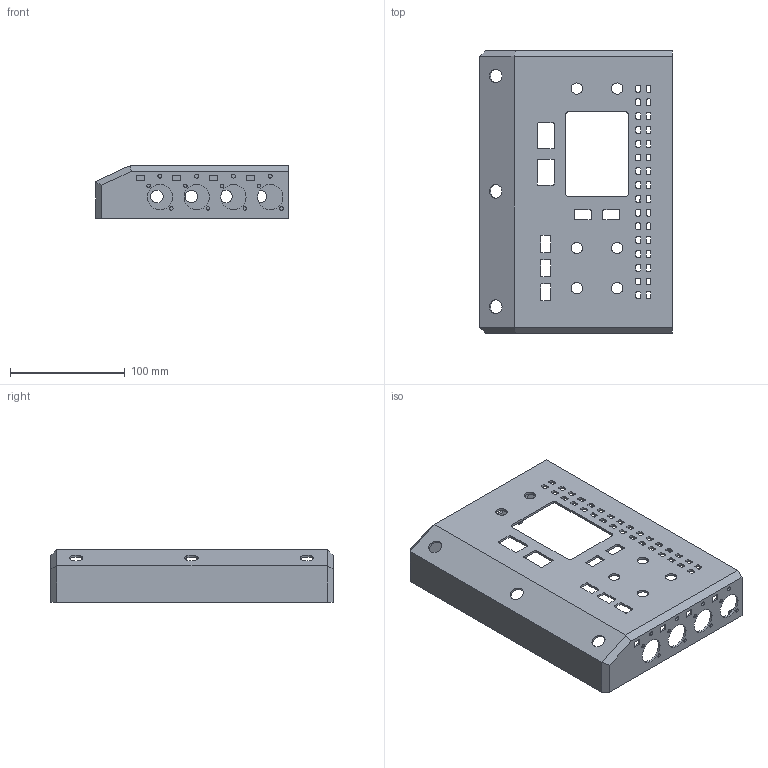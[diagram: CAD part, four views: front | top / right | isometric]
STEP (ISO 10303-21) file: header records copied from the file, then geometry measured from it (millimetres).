
FILE_DESCRIPTION(('STEP AP242'), '1');
FILE_NAME('newkorp_tmp6', '', ('UNSPECIFIED'), ('UNSPECIFIED'), 'C3D Converter', 'C3D Toolkit', '');
FILE_SCHEMA(('AP242_MANAGED_MODEL_BASED_3D_ENGINEERING_MIM_LF { 1 0 10303 442 1 1 4 }'));
Length unit declared in the file: millimetre
Bounding box: 168 x 246 x 46 mm (x, y, z)
Surface area: 116401.8 mm2 (no closed solid volume)
Topology: 0 solids, 1 shells, 488 faces, 1433 edges, 942 vertices
Faces by surface type: plane 257, cylinder 225, torus 4, bspline 2
Full cylindrical faces by diameter (mm): 3 x26, 3.5 x4, 6 x4, 9.899 x6, 11 x4, 12 x3, 22 x4
Entity records: 20736 total; most frequent: CARTESIAN_POINT 3269, DIRECTION 2807, ORIENTED_EDGE 2762, EDGE_CURVE 1382, AXIS2_PLACEMENT_3D 953, VERTEX_POINT 946, LINE 901, VECTOR 901
